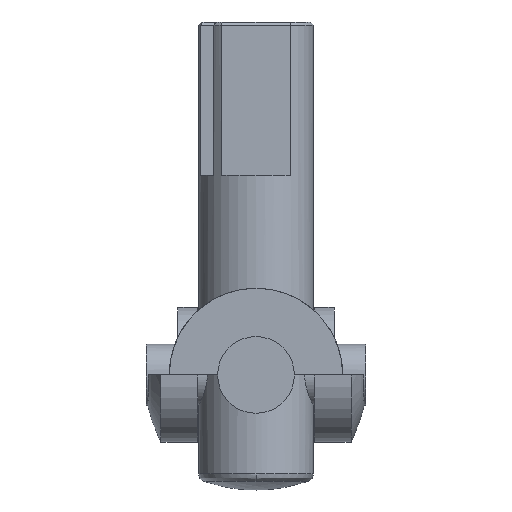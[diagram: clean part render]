
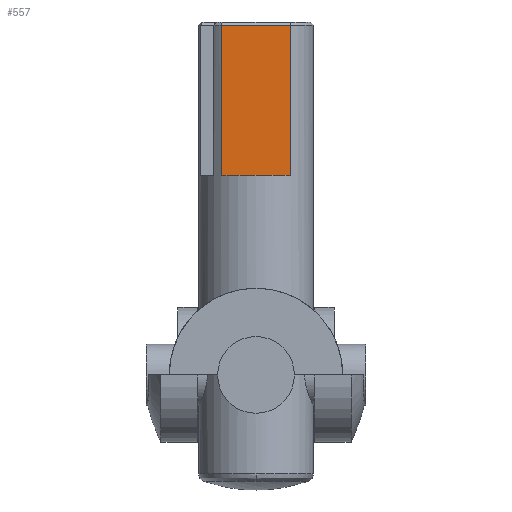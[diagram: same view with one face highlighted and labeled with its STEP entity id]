
A CAD part, left-side view. The second image highlights one B-rep face of the part: STEP entity #557.
In plain terms, the highlighted planar face has unit normal (-1, 0, 0).
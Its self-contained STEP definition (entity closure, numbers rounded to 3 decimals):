
#54 = VERTEX_POINT('',#55);
#55 = CARTESIAN_POINT('',(-1.5,-1.125,11.4));
#62 = EDGE_CURVE('',#63,#54,#65,.T.);
#63 = VERTEX_POINT('',#64);
#64 = CARTESIAN_POINT('',(-1.5,-1.125,6.5));
#65 = LINE('',#66,#67);
#66 = CARTESIAN_POINT('',(-1.5,-1.125,6.5));
#67 = VECTOR('',#68,1.);
#68 = DIRECTION('',(0.,0.,1.));
#71 = VERTEX_POINT('',#72);
#72 = CARTESIAN_POINT('',(-1.5,1.125,6.5));
#79 = EDGE_CURVE('',#71,#80,#82,.T.);
#80 = VERTEX_POINT('',#81);
#81 = CARTESIAN_POINT('',(-1.5,1.125,11.4));
#82 = LINE('',#83,#84);
#83 = CARTESIAN_POINT('',(-1.5,1.125,6.5));
#84 = VECTOR('',#85,1.);
#85 = DIRECTION('',(0.,0.,1.));
#557 = ADVANCED_FACE('',(#558),#574,.F.);
#558 = FACE_BOUND('',#559,.F.);
#559 = EDGE_LOOP('',(#560,#561,#567,#568));
#560 = ORIENTED_EDGE('',*,*,#79,.T.);
#561 = ORIENTED_EDGE('',*,*,#562,.T.);
#562 = EDGE_CURVE('',#80,#54,#563,.T.);
#563 = LINE('',#564,#565);
#564 = CARTESIAN_POINT('',(-1.5,1.125,11.4));
#565 = VECTOR('',#566,1.);
#566 = DIRECTION('',(0.,-1.,0.));
#567 = ORIENTED_EDGE('',*,*,#62,.F.);
#568 = ORIENTED_EDGE('',*,*,#569,.F.);
#569 = EDGE_CURVE('',#71,#63,#570,.T.);
#570 = LINE('',#571,#572);
#571 = CARTESIAN_POINT('',(-1.5,1.125,6.5));
#572 = VECTOR('',#573,1.);
#573 = DIRECTION('',(0.,-1.,0.));
#574 = PLANE('',#575);
#575 = AXIS2_PLACEMENT_3D('',#576,#577,#578);
#576 = CARTESIAN_POINT('',(-1.5,1.125,6.5));
#577 = DIRECTION('',(1.,0.,0.));
#578 = DIRECTION('',(0.,-1.,0.));
